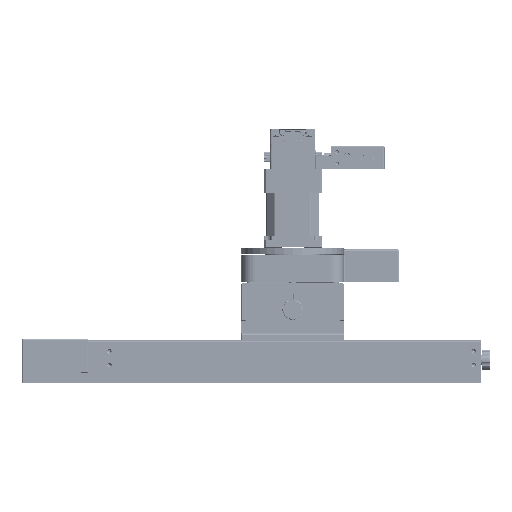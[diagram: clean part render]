
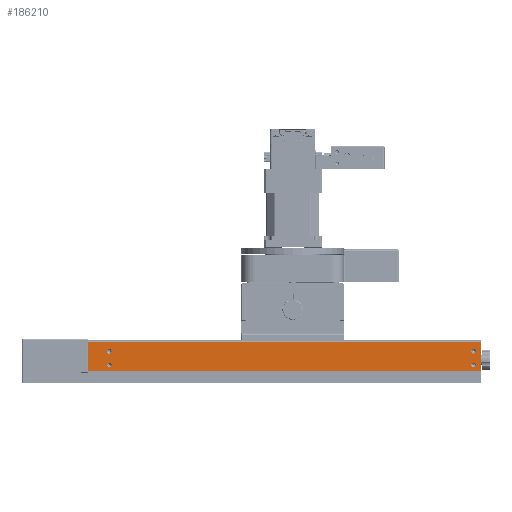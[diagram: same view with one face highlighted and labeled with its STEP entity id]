
A CAD part, left-side view. The second image highlights one B-rep face of the part: STEP entity #186210.
In plain terms, the highlighted planar face has unit normal (-1, 0, 0).
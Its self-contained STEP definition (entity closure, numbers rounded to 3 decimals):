
#1333 = AXIS2_PLACEMENT_3D ( 'NONE', #86409, #106363, #35236 ) ;
#10900 = FACE_BOUND ( 'NONE', #195092, .T. ) ;
#11998 = FACE_BOUND ( 'NONE', #139030, .T. ) ;
#16337 = VECTOR ( 'NONE', #42332, 1000. ) ;
#21349 = CARTESIAN_POINT ( 'NONE',  ( -145.585, -98.969, 5.047 ) ) ;
#25324 = ORIENTED_EDGE ( 'NONE', *, *, #172545, .T. ) ;
#25388 = VERTEX_POINT ( 'NONE', #176553 ) ;
#26202 = DIRECTION ( 'NONE',  ( 0., -1., 0. ) ) ;
#31869 = CARTESIAN_POINT ( 'NONE',  ( -145.585, 434.231, 25.047 ) ) ;
#33850 = VERTEX_POINT ( 'NONE', #49401 ) ;
#33917 = CARTESIAN_POINT ( 'NONE',  ( -145.585, -109.769, -3.753 ) ) ;
#35236 = DIRECTION ( 'NONE',  ( 0., 0., 1. ) ) ;
#38354 = ORIENTED_EDGE ( 'NONE', *, *, #150301, .T. ) ;
#42332 = DIRECTION ( 'NONE',  ( 0., 0., -1. ) ) ;
#49401 = CARTESIAN_POINT ( 'NONE',  ( -145.585, 434.231, 28.407 ) ) ;
#52499 = DIRECTION ( 'NONE',  ( 0., 0., 1. ) ) ;
#53201 = EDGE_LOOP ( 'NONE', ( #84832, #168888, #192801, #162604 ) ) ;
#55001 = EDGE_CURVE ( 'NONE', #96437, #206244, #88525, .T. ) ;
#55143 = CARTESIAN_POINT ( 'NONE',  ( -145.585, -109.969, 39.047 ) ) ;
#61122 = CARTESIAN_POINT ( 'NONE',  ( -145.585, 434.231, 8.407 ) ) ;
#61340 = VECTOR ( 'NONE', #107046, 1000. ) ;
#61977 = PLANE ( 'NONE',  #98598 ) ;
#64451 = CIRCLE ( 'NONE', #185288, 3.36 ) ;
#68369 = CIRCLE ( 'NONE', #199765, 3.36 ) ;
#69166 = CARTESIAN_POINT ( 'NONE',  ( -145.585, 434.231, 5.047 ) ) ;
#71938 = VERTEX_POINT ( 'NONE', #33917 ) ;
#75403 = LINE ( 'NONE', #107685, #198962 ) ;
#76223 = CIRCLE ( 'NONE', #133074, 3.36 ) ;
#79765 = DIRECTION ( 'NONE',  ( 0., 0., 1. ) ) ;
#84832 = ORIENTED_EDGE ( 'NONE', *, *, #55001, .F. ) ;
#86409 = CARTESIAN_POINT ( 'NONE',  ( -145.585, -98.969, 25.047 ) ) ;
#88525 = LINE ( 'NONE', #55143, #174631 ) ;
#90322 = CARTESIAN_POINT ( 'NONE',  ( -145.585, 465.831, 39.047 ) ) ;
#93680 = CARTESIAN_POINT ( 'NONE',  ( -145.585, -109.969, -3.753 ) ) ;
#94299 = FACE_BOUND ( 'NONE', #111958, .T. ) ;
#96437 = VERTEX_POINT ( 'NONE', #90322 ) ;
#96494 = FACE_OUTER_BOUND ( 'NONE', #53201, .T. ) ;
#98598 = AXIS2_PLACEMENT_3D ( 'NONE', #162082, #164288, #79765 ) ;
#99576 = ORIENTED_EDGE ( 'NONE', *, *, #120073, .T. ) ;
#99721 = DIRECTION ( 'NONE',  ( 1., 0., 0. ) ) ;
#106363 = DIRECTION ( 'NONE',  ( 1., 0., 0. ) ) ;
#107046 = DIRECTION ( 'NONE',  ( 0., 1., 0. ) ) ;
#107685 = CARTESIAN_POINT ( 'NONE',  ( -145.585, 465.831, -3.953 ) ) ;
#110105 = VERTEX_POINT ( 'NONE', #61122 ) ;
#110976 = FACE_BOUND ( 'NONE', #164218, .T. ) ;
#111958 = EDGE_LOOP ( 'NONE', ( #38354 ) ) ;
#114227 = VERTEX_POINT ( 'NONE', #196504 ) ;
#118423 = CIRCLE ( 'NONE', #1333, 3.36 ) ;
#120073 = EDGE_CURVE ( 'NONE', #110105, #110105, #64451, .T. ) ;
#122490 = LINE ( 'NONE', #194630, #16337 ) ;
#130487 = ORIENTED_EDGE ( 'NONE', *, *, #183983, .T. ) ;
#132149 = EDGE_CURVE ( 'NONE', #155988, #96437, #75403, .T. ) ;
#133074 = AXIS2_PLACEMENT_3D ( 'NONE', #31869, #99721, #167528 ) ;
#139030 = EDGE_LOOP ( 'NONE', ( #99576 ) ) ;
#140245 = DIRECTION ( 'NONE',  ( 1., 0., 0. ) ) ;
#144404 = CARTESIAN_POINT ( 'NONE',  ( -145.585, -109.769, 39.047 ) ) ;
#145752 = EDGE_CURVE ( 'NONE', #206244, #71938, #122490, .T. ) ;
#150301 = EDGE_CURVE ( 'NONE', #25388, #25388, #118423, .T. ) ;
#155988 = VERTEX_POINT ( 'NONE', #166932 ) ;
#161467 = LINE ( 'NONE', #93680, #61340 ) ;
#162082 = CARTESIAN_POINT ( 'NONE',  ( -145.585, -109.969, -3.953 ) ) ;
#162604 = ORIENTED_EDGE ( 'NONE', *, *, #145752, .F. ) ;
#164218 = EDGE_LOOP ( 'NONE', ( #25324 ) ) ;
#164288 = DIRECTION ( 'NONE',  ( -1., 0., 0. ) ) ;
#166932 = CARTESIAN_POINT ( 'NONE',  ( -145.585, 465.831, -3.753 ) ) ;
#167528 = DIRECTION ( 'NONE',  ( 0., 0., 1. ) ) ;
#168888 = ORIENTED_EDGE ( 'NONE', *, *, #132149, .F. ) ;
#169291 = DIRECTION ( 'NONE',  ( 0., 0., 1. ) ) ;
#172545 = EDGE_CURVE ( 'NONE', #114227, #114227, #68369, .T. ) ;
#174631 = VECTOR ( 'NONE', #26202, 1000. ) ;
#176553 = CARTESIAN_POINT ( 'NONE',  ( -145.585, -98.969, 28.407 ) ) ;
#183983 = EDGE_CURVE ( 'NONE', #33850, #33850, #76223, .T. ) ;
#185288 = AXIS2_PLACEMENT_3D ( 'NONE', #69166, #204766, #52499 ) ;
#186210 = ADVANCED_FACE ( 'NONE', ( #96494, #10900, #11998, #110976, #94299 ), #61977, .T. ) ;
#192801 = ORIENTED_EDGE ( 'NONE', *, *, #219064, .F. ) ;
#194630 = CARTESIAN_POINT ( 'NONE',  ( -145.585, -109.769, -3.953 ) ) ;
#195092 = EDGE_LOOP ( 'NONE', ( #130487 ) ) ;
#196504 = CARTESIAN_POINT ( 'NONE',  ( -145.585, -98.969, 8.407 ) ) ;
#198962 = VECTOR ( 'NONE', #207709, 1000. ) ;
#199765 = AXIS2_PLACEMENT_3D ( 'NONE', #21349, #140245, #169291 ) ;
#204766 = DIRECTION ( 'NONE',  ( 1., 0., 0. ) ) ;
#206244 = VERTEX_POINT ( 'NONE', #144404 ) ;
#207709 = DIRECTION ( 'NONE',  ( 0., 0., 1. ) ) ;
#219064 = EDGE_CURVE ( 'NONE', #71938, #155988, #161467, .T. ) ;
